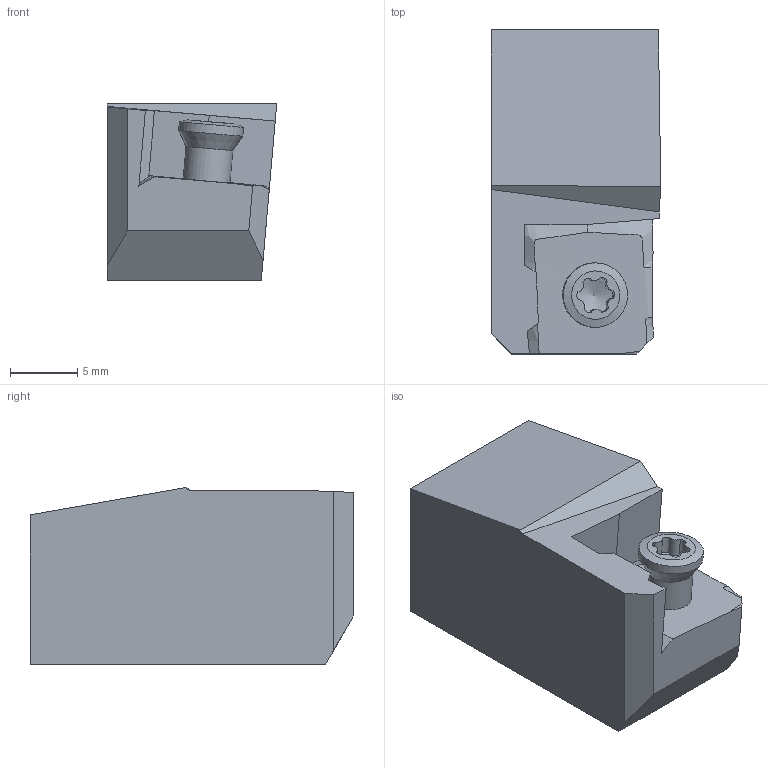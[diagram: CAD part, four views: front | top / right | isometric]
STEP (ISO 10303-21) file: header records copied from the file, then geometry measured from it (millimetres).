
FILE_DESCRIPTION(/* description */ (''),/* implementation_level */ '2;1');
FILE_NAME(/* name */ 'L335.18-1215XL-XN05_Detailed.stp',/* time_stamp */ '2024-11-29T14:55:45+05:00',/* author */ (''),/* organization */ (''),/* preprocessor_version */ 'ST-DEVELOPER v18.102',/* originating_system */ 'SIEMENS PLM Software NX2206.8101',/* authorisation */ '');
FILE_SCHEMA (('AUTOMOTIVE_DESIGN { 1 0 10303 214 3 1 1 1 }'));
Length unit declared in the file: millimetre
Products named in the file (1): L335.18-1215XL-XN05_stp_stp_objects
Bounding box: 12.61 x 24.1 x 13.18 mm (x, y, z)
Volume: 3084.6 mm3; surface area: 1507.3 mm2
Topology: 1 solids, 1 shells, 42 faces, 125 edges, 89 vertices
Faces by surface type: plane 19, cylinder 14, bspline 5, sphere 2, cone 2
Full cylindrical faces by diameter (mm): 3.5 x1, 4.8 x1
Entity records: 3758 total; most frequent: CARTESIAN_POINT 2670, ORIENTED_EDGE 232, DIRECTION 177, EDGE_CURVE 116, VERTEX_POINT 83, AXIS2_PLACEMENT_3D 62, LINE 53, VECTOR 53
